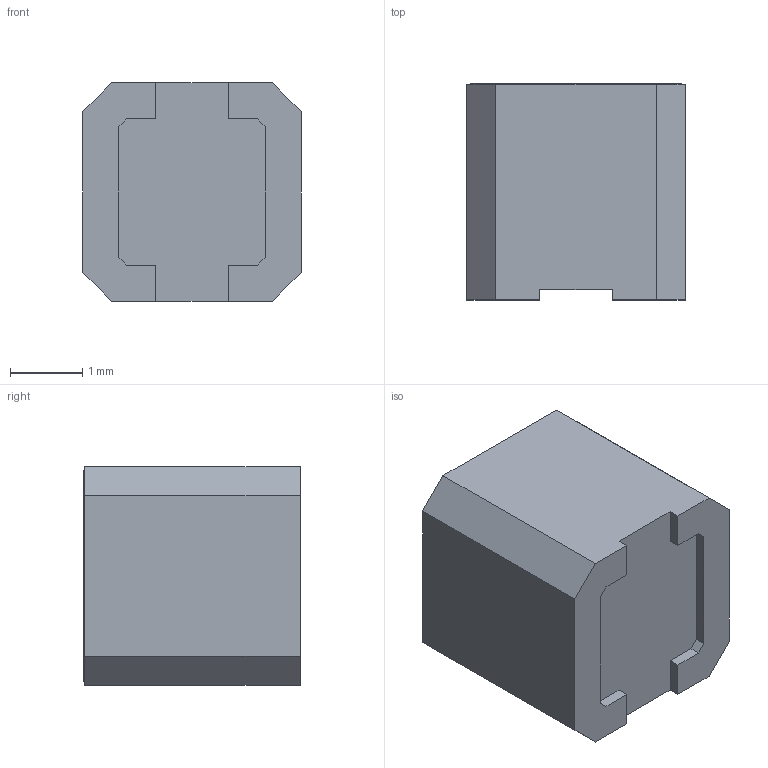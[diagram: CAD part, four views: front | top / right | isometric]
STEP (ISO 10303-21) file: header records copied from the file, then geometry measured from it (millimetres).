
FILE_DESCRIPTION (( 'STEP AP214' ), '1' );
FILE_NAME ('Coilcraft-LPS3030.STEP', '2019-08-27T05:21:15', ( '' ), ( '' ), 'SwSTEP 2.0', 'SolidWorks 2019', '' );
FILE_SCHEMA (( 'AUTOMOTIVE_DESIGN' ));
Length unit declared in the file: millimetre
Products named in the file (1): Coilcraft-LPS3030
Bounding box: 3.03 x 3 x 3.03 mm (x, y, z)
Volume: 25.8 mm3; surface area: 52.2 mm2
Topology: 1 solids, 1 shells, 100 faces, 249 edges, 158 vertices
Faces by surface type: plane 63, bspline 35, cylinder 2
Entity records: 4897 total; most frequent: CARTESIAN_POINT 1719, ORIENTED_EDGE 498, DIRECTION 315, EDGE_CURVE 249, LINE 175, VECTOR 175, VERTEX_POINT 158, EDGE_LOOP 107
